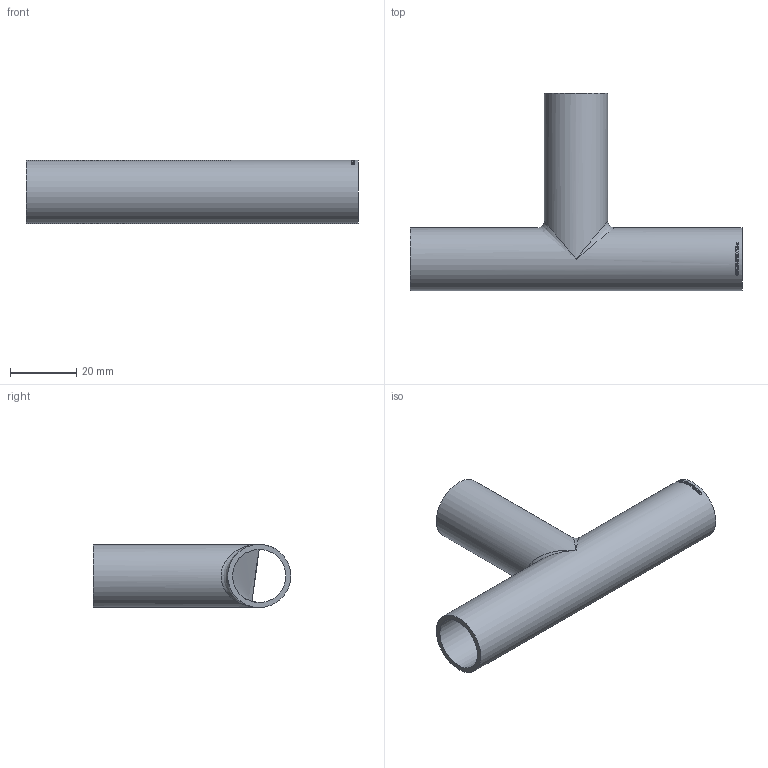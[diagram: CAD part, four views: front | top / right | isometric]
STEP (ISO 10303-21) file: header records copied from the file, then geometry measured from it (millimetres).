
FILE_DESCRIPTION (( 'STEP AP214' ), '1' );
FILE_NAME ('ORTR-019X15-x T-Stück 2004.STEP', '2020-04-06T12:12:09', ( '' ), ( '' ), 'SwSTEP 2.0', 'SolidWorks 2019', '' );
FILE_SCHEMA (( 'AUTOMOTIVE_DESIGN' ));
Length unit declared in the file: millimetre
Products named in the file (1): ORTR-019X15-x T-Stück 2004
Bounding box: 100 x 59.5 x 19 mm (x, y, z)
Volume: 11417.4 mm3; surface area: 15468.1 mm2
Topology: 1 solids, 1 shells, 176 faces, 469 edges, 304 vertices
Faces by surface type: bspline 96, plane 58, cylinder 22
Full cylindrical faces by diameter (mm): 16 x2, 19 x2
Entity records: 12117 total; most frequent: CARTESIAN_POINT 6828, ORIENTED_EDGE 910, EDGE_CURVE 455, DIRECTION 388, VERTEX_POINT 304, B_SPLINE_CURVE_WITH_KNOTS 295, EDGE_LOOP 203, FACE_OUTER_BOUND 180
